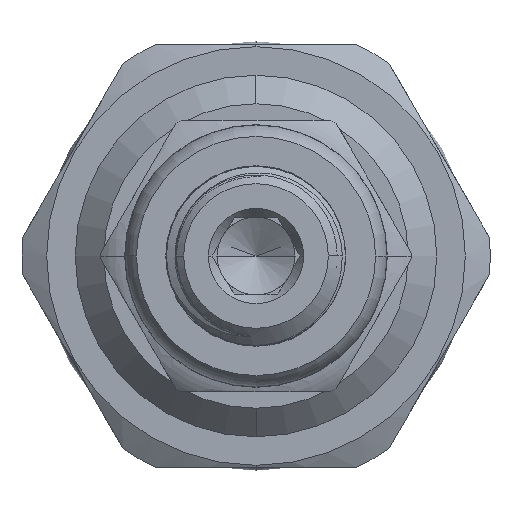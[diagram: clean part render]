
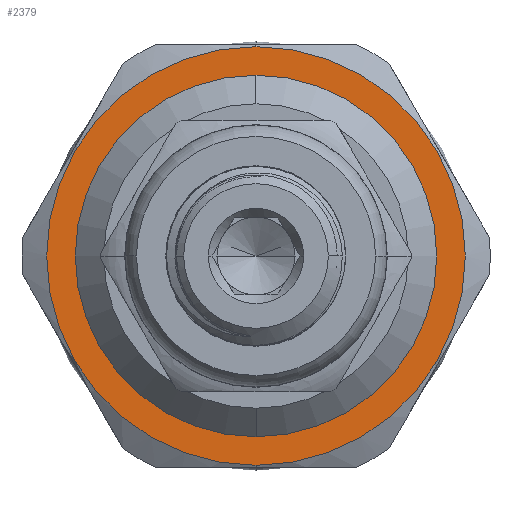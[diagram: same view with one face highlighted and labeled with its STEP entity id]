
A CAD part, left-side view. The second image highlights one B-rep face of the part: STEP entity #2379.
In plain terms, the highlighted planar face has unit normal (-1, 0, 0).
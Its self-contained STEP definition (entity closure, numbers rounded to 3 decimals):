
#150 = EDGE_CURVE ( 'NONE', #6712, #9840, #9550, .T. ) ;
#718 = ORIENTED_EDGE ( 'NONE', *, *, #2563, .F. ) ;
#1352 = EDGE_LOOP ( 'NONE', ( #718, #6089 ) ) ;
#1907 = ORIENTED_EDGE ( 'NONE', *, *, #150, .T. ) ;
#2379 = ADVANCED_FACE ( 'NONE', ( #3939, #7156 ), #4868, .F. ) ;
#2465 = CARTESIAN_POINT ( 'NONE',  ( 12., 9.5, 0. ) ) ;
#2563 = EDGE_CURVE ( 'NONE', #7210, #9833, #6585, .T. ) ;
#2626 = CARTESIAN_POINT ( 'NONE',  ( 12., 0., 0. ) ) ;
#3456 = CIRCLE ( 'NONE', #11606, 11. ) ;
#3546 = EDGE_LOOP ( 'NONE', ( #1907, #6129 ) ) ;
#3653 = DIRECTION ( 'NONE',  ( 1., 0., 0. ) ) ;
#3917 = DIRECTION ( 'NONE',  ( 0., 0., 1. ) ) ;
#3939 = FACE_BOUND ( 'NONE', #1352, .T. ) ;
#4287 = CARTESIAN_POINT ( 'NONE',  ( 12., 0., 9.5 ) ) ;
#4298 = DIRECTION ( 'NONE',  ( 0., 0., 1. ) ) ;
#4313 = DIRECTION ( 'NONE',  ( -1., 0., 0. ) ) ;
#4731 = AXIS2_PLACEMENT_3D ( 'NONE', #2465, #3653, #13386 ) ;
#4868 = PLANE ( 'NONE',  #4731 ) ;
#5312 = CIRCLE ( 'NONE', #10736, 9.5 ) ;
#5674 = CARTESIAN_POINT ( 'NONE',  ( 12., 0., 0. ) ) ;
#6089 = ORIENTED_EDGE ( 'NONE', *, *, #8536, .F. ) ;
#6129 = ORIENTED_EDGE ( 'NONE', *, *, #15280, .T. ) ;
#6585 = CIRCLE ( 'NONE', #7170, 9.5 ) ;
#6675 = DIRECTION ( 'NONE',  ( -1., 0., 0. ) ) ;
#6712 = VERTEX_POINT ( 'NONE', #9260 ) ;
#6923 = AXIS2_PLACEMENT_3D ( 'NONE', #5674, #6675, #4298 ) ;
#7156 = FACE_OUTER_BOUND ( 'NONE', #3546, .T. ) ;
#7170 = AXIS2_PLACEMENT_3D ( 'NONE', #15237, #15291, #14043 ) ;
#7210 = VERTEX_POINT ( 'NONE', #4287 ) ;
#7780 = CARTESIAN_POINT ( 'NONE',  ( 12., 0., -9.5 ) ) ;
#8536 = EDGE_CURVE ( 'NONE', #9833, #7210, #5312, .T. ) ;
#8743 = DIRECTION ( 'NONE',  ( -1., 0., 0. ) ) ;
#9260 = CARTESIAN_POINT ( 'NONE',  ( 12., 0., -11. ) ) ;
#9550 = CIRCLE ( 'NONE', #6923, 11. ) ;
#9833 = VERTEX_POINT ( 'NONE', #7780 ) ;
#9840 = VERTEX_POINT ( 'NONE', #13761 ) ;
#10736 = AXIS2_PLACEMENT_3D ( 'NONE', #2626, #8743, #3917 ) ;
#11606 = AXIS2_PLACEMENT_3D ( 'NONE', #13994, #4313, #15397 ) ;
#13386 = DIRECTION ( 'NONE',  ( 0., 0., -1. ) ) ;
#13761 = CARTESIAN_POINT ( 'NONE',  ( 12., 0., 11. ) ) ;
#13994 = CARTESIAN_POINT ( 'NONE',  ( 12., 0., 0. ) ) ;
#14043 = DIRECTION ( 'NONE',  ( 0., 0., 1. ) ) ;
#15237 = CARTESIAN_POINT ( 'NONE',  ( 12., 0., 0. ) ) ;
#15280 = EDGE_CURVE ( 'NONE', #9840, #6712, #3456, .T. ) ;
#15291 = DIRECTION ( 'NONE',  ( -1., 0., 0. ) ) ;
#15397 = DIRECTION ( 'NONE',  ( 0., 0., 1. ) ) ;
